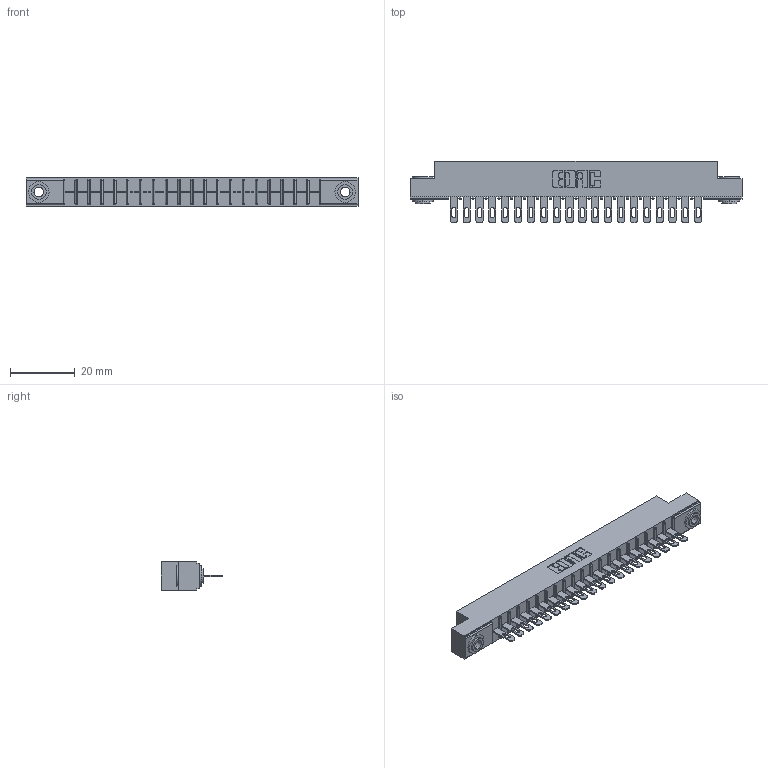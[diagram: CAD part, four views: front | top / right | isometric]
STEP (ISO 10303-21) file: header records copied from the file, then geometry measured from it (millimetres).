
FILE_DESCRIPTION (( 'STEP AP203' ), '1' );
FILE_NAME ('306-020-500-103.STEP', '2019-09-11T20:37:29', ( '' ), ( '' ), 'SwSTEP 2.0', 'SolidWorks 2016', '' );
FILE_SCHEMA (( 'CONFIG_CONTROL_DESIGN' ));
Length unit declared in the file: inch
Products named in the file (4): 306-290-001_100; 306-020-500-103; 306 Part_.156 Dia; 345-250-002_345-250-002-102
Assembly tree (23 placements, depth 2):
  306-020-500-103
    306 Part_.156 Dia
    306-290-001_100  x20
    345-250-002_345-250-002-102  x2
Bounding box: 102.26 x 18.87 x 8.71 mm (x, y, z)
Volume: 7046.6 mm3; surface area: 10935.7 mm2
Topology: 23 solids, 23 shells, 1688 faces, 4728 edges, 3040 vertices
Faces by surface type: plane 1092, cylinder 508, sphere 80, cone 8
Entity records: 22730 total; most frequent: CARTESIAN_POINT 3792, DIRECTION 3756, ORIENTED_EDGE 3748, EDGE_CURVE 1874, VECTOR 1444, LINE 1444, VERTEX_POINT 1192, AXIS2_PLACEMENT_3D 1156
